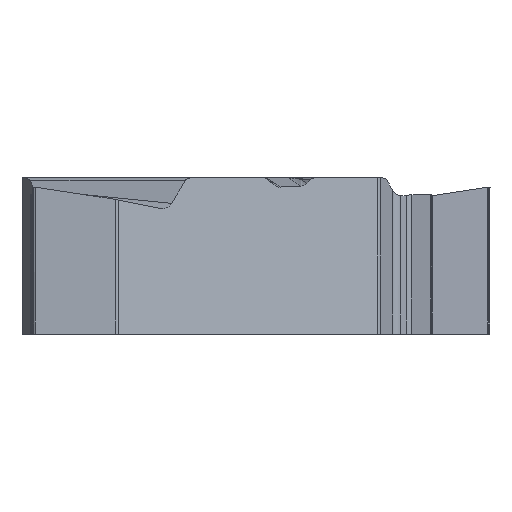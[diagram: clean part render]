
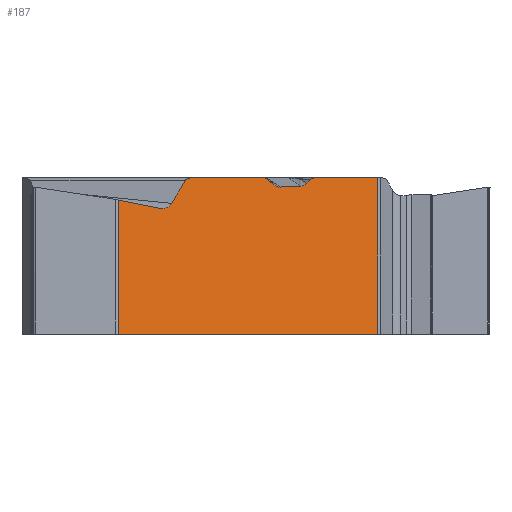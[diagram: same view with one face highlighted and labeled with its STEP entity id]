
A CAD part, front view. The second image highlights one B-rep face of the part: STEP entity #187.
In plain terms, the highlighted planar face has unit normal (0.5, -0.866, 0).
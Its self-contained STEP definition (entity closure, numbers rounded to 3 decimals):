
#187=ADVANCED_FACE('',(#338),#285,.F.);
#285=PLANE('',#2133);
#338=FACE_OUTER_BOUND('',#442,.T.);
#442=EDGE_LOOP('',(#998,#999,#1000,#1001,#1002,#1003,#1004,#1005,#1006,
#1007,#1008,#1009,#1010,#1011,#1012,#1013));
#588=LINE('',#3531,#762);
#589=LINE('',#3533,#763);
#590=LINE('',#3535,#764);
#591=LINE('',#3537,#765);
#592=LINE('',#3539,#766);
#593=LINE('',#3543,#767);
#594=LINE('',#3559,#768);
#595=LINE('',#3575,#769);
#596=LINE('',#3579,#770);
#597=LINE('',#3583,#771);
#762=VECTOR('',#2428,1.);
#763=VECTOR('',#2429,1.);
#764=VECTOR('',#2430,1.);
#765=VECTOR('',#2431,1.);
#766=VECTOR('',#2432,1.);
#767=VECTOR('',#2435,1.);
#768=VECTOR('',#2436,1.);
#769=VECTOR('',#2437,1.);
#770=VECTOR('',#2440,1.);
#771=VECTOR('',#2443,1.);
#998=ORIENTED_EDGE('',*,*,#1766,.T.);
#999=ORIENTED_EDGE('',*,*,#1767,.F.);
#1000=ORIENTED_EDGE('',*,*,#1768,.T.);
#1001=ORIENTED_EDGE('',*,*,#1769,.F.);
#1002=ORIENTED_EDGE('',*,*,#1770,.T.);
#1003=ORIENTED_EDGE('',*,*,#1771,.F.);
#1004=ORIENTED_EDGE('',*,*,#1772,.F.);
#1005=ORIENTED_EDGE('',*,*,#1773,.F.);
#1006=ORIENTED_EDGE('',*,*,#1774,.F.);
#1007=ORIENTED_EDGE('',*,*,#1775,.F.);
#1008=ORIENTED_EDGE('',*,*,#1776,.F.);
#1009=ORIENTED_EDGE('',*,*,#1777,.F.);
#1010=ORIENTED_EDGE('',*,*,#1778,.F.);
#1011=ORIENTED_EDGE('',*,*,#1779,.F.);
#1012=ORIENTED_EDGE('',*,*,#1780,.F.);
#1013=ORIENTED_EDGE('',*,*,#1781,.F.);
#1554=VERTEX_POINT('',#3529);
#1555=VERTEX_POINT('',#3530);
#1556=VERTEX_POINT('',#3532);
#1557=VERTEX_POINT('',#3534);
#1558=VERTEX_POINT('',#3536);
#1559=VERTEX_POINT('',#3538);
#1560=VERTEX_POINT('',#3540);
#1561=VERTEX_POINT('',#3542);
#1562=VERTEX_POINT('',#3544);
#1563=VERTEX_POINT('',#3558);
#1564=VERTEX_POINT('',#3560);
#1565=VERTEX_POINT('',#3574);
#1566=VERTEX_POINT('',#3576);
#1567=VERTEX_POINT('',#3578);
#1568=VERTEX_POINT('',#3580);
#1569=VERTEX_POINT('',#3582);
#1766=EDGE_CURVE('',#1554,#1555,#1992,.T.);
#1767=EDGE_CURVE('',#1556,#1555,#588,.T.);
#1768=EDGE_CURVE('',#1556,#1557,#589,.T.);
#1769=EDGE_CURVE('',#1558,#1557,#590,.T.);
#1770=EDGE_CURVE('',#1558,#1559,#591,.T.);
#1771=EDGE_CURVE('',#1560,#1559,#592,.T.);
#1772=EDGE_CURVE('',#1561,#1560,#1993,.T.);
#1773=EDGE_CURVE('',#1562,#1561,#593,.T.);
#1774=EDGE_CURVE('',#1563,#1562,#2029,.T.);
#1775=EDGE_CURVE('',#1564,#1563,#594,.T.);
#1776=EDGE_CURVE('',#1565,#1564,#2030,.T.);
#1777=EDGE_CURVE('',#1566,#1565,#595,.T.);
#1778=EDGE_CURVE('',#1567,#1566,#1994,.T.);
#1779=EDGE_CURVE('',#1568,#1567,#596,.T.);
#1780=EDGE_CURVE('',#1569,#1568,#1995,.T.);
#1781=EDGE_CURVE('',#1554,#1569,#597,.T.);
#1992=ELLIPSE('',#2129,0.368,0.32);
#1993=ELLIPSE('',#2130,0.15,0.15);
#1994=ELLIPSE('',#2131,0.167,0.15);
#1995=ELLIPSE('',#2132,0.177,0.15);
#2029=B_SPLINE_CURVE_WITH_KNOTS('',3,(#3545,#3546,#3547,#3548,#3549,#3550,
#3551,#3552,#3553,#3554,#3555,#3556,#3557),.UNSPECIFIED.,.F.,.F.,(4,3,3,
3,4),(0.,0.249,0.498,0.746,1.),
 .UNSPECIFIED.);
#2030=B_SPLINE_CURVE_WITH_KNOTS('',3,(#3561,#3562,#3563,#3564,#3565,#3566,
#3567,#3568,#3569,#3570,#3571,#3572,#3573),.UNSPECIFIED.,.F.,.F.,(4,3,3,
3,4),(0.,0.234,0.468,0.701,1.),
 .UNSPECIFIED.);
#2129=AXIS2_PLACEMENT_3D('',#3528,#2426,#2427);
#2130=AXIS2_PLACEMENT_3D('',#3541,#2433,#2434);
#2131=AXIS2_PLACEMENT_3D('',#3577,#2438,#2439);
#2132=AXIS2_PLACEMENT_3D('',#3581,#2441,#2442);
#2133=AXIS2_PLACEMENT_3D('',#3584,#2444,#2445);
#2426=DIRECTION('',(-0.5,0.866,0.));
#2427=DIRECTION('',(-0.853,-0.492,0.174));
#2428=DIRECTION('',(0.853,0.492,-0.174));
#2429=DIRECTION('',(0.,0.,-1.));
#2430=DIRECTION('',(-0.866,-0.5,0.));
#2431=DIRECTION('',(0.,0.,1.));
#2432=DIRECTION('',(0.866,0.5,0.));
#2433=DIRECTION('',(-0.5,0.866,0.));
#2434=DIRECTION('',(0.866,0.5,0.));
#2435=DIRECTION('',(0.658,0.38,0.651));
#2436=DIRECTION('',(0.865,0.5,0.043));
#2437=DIRECTION('',(0.686,0.396,-0.611));
#2438=DIRECTION('',(-0.5,0.866,0.));
#2439=DIRECTION('',(-0.866,-0.5,0.));
#2440=DIRECTION('',(0.866,0.5,0.));
#2441=DIRECTION('',(-0.5,0.866,0.));
#2442=DIRECTION('',(-0.866,-0.5,0.));
#2443=DIRECTION('',(0.497,0.287,0.819));
#2444=DIRECTION('',(-0.5,0.866,0.));
#2445=DIRECTION('',(0.,0.,-1.));
#3528=CARTESIAN_POINT('',(-0.944,-6.044,-0.218));
#3529=CARTESIAN_POINT('',(-0.671,-5.887,-0.395));
#3530=CARTESIAN_POINT('',(-0.992,-6.072,-0.533));
#3531=CARTESIAN_POINT('',(4.858,-2.694,-1.724));
#3532=CARTESIAN_POINT('',(-2.114,-6.72,-0.304));
#3533=CARTESIAN_POINT('',(-2.114,-6.72,-5.47));
#3534=CARTESIAN_POINT('',(-2.114,-6.72,-3.97));
#3535=CARTESIAN_POINT('',(-0.367,-5.711,-3.97));
#3536=CARTESIAN_POINT('',(4.963,-2.634,-3.97));
#3537=CARTESIAN_POINT('',(4.963,-2.634,3.3));
#3538=CARTESIAN_POINT('',(4.963,-2.634,0.3));
#3539=CARTESIAN_POINT('',(-0.367,-5.711,0.3));
#3540=CARTESIAN_POINT('',(3.222,-3.639,0.3));
#3541=CARTESIAN_POINT('',(3.222,-3.639,0.15));
#3542=CARTESIAN_POINT('',(3.137,-3.688,0.264));
#3543=CARTESIAN_POINT('',(1.025,-4.907,-1.826));
#3544=CARTESIAN_POINT('',(3.029,-3.75,0.157));
#3545=CARTESIAN_POINT('',(2.857,-3.85,0.078));
#3546=CARTESIAN_POINT('',(2.873,-3.841,0.079));
#3547=CARTESIAN_POINT('',(2.888,-3.832,0.082));
#3548=CARTESIAN_POINT('',(2.904,-3.823,0.085));
#3549=CARTESIAN_POINT('',(2.919,-3.814,0.089));
#3550=CARTESIAN_POINT('',(2.934,-3.805,0.094));
#3551=CARTESIAN_POINT('',(2.949,-3.797,0.101));
#3552=CARTESIAN_POINT('',(2.963,-3.789,0.108));
#3553=CARTESIAN_POINT('',(2.977,-3.78,0.116));
#3554=CARTESIAN_POINT('',(2.99,-3.773,0.125));
#3555=CARTESIAN_POINT('',(3.004,-3.765,0.134));
#3556=CARTESIAN_POINT('',(3.017,-3.757,0.145));
#3557=CARTESIAN_POINT('',(3.029,-3.75,0.157));
#3558=CARTESIAN_POINT('',(2.857,-3.85,0.078));
#3559=CARTESIAN_POINT('',(-0.362,-5.708,-0.08));
#3560=CARTESIAN_POINT('',(2.296,-4.173,0.051));
#3561=CARTESIAN_POINT('',(2.124,-4.273,0.113));
#3562=CARTESIAN_POINT('',(2.136,-4.266,0.102));
#3563=CARTESIAN_POINT('',(2.148,-4.259,0.093));
#3564=CARTESIAN_POINT('',(2.161,-4.252,0.086));
#3565=CARTESIAN_POINT('',(2.173,-4.245,0.078));
#3566=CARTESIAN_POINT('',(2.186,-4.237,0.071));
#3567=CARTESIAN_POINT('',(2.2,-4.229,0.066));
#3568=CARTESIAN_POINT('',(2.214,-4.221,0.061));
#3569=CARTESIAN_POINT('',(2.228,-4.213,0.057));
#3570=CARTESIAN_POINT('',(2.242,-4.205,0.054));
#3571=CARTESIAN_POINT('',(2.26,-4.195,0.051));
#3572=CARTESIAN_POINT('',(2.278,-4.184,0.05));
#3573=CARTESIAN_POINT('',(2.296,-4.173,0.051));
#3574=CARTESIAN_POINT('',(2.124,-4.273,0.113));
#3575=CARTESIAN_POINT('',(4.034,-3.17,-1.589));
#3576=CARTESIAN_POINT('',(1.954,-4.371,0.264));
#3577=CARTESIAN_POINT('',(1.861,-4.425,0.15));
#3578=CARTESIAN_POINT('',(1.861,-4.425,0.3));
#3579=CARTESIAN_POINT('',(5.129,-2.538,0.3));
#3580=CARTESIAN_POINT('',(-0.162,-5.593,0.3));
#3581=CARTESIAN_POINT('',(-0.162,-5.593,0.15));
#3582=CARTESIAN_POINT('',(-0.294,-5.669,0.227));
#3583=CARTESIAN_POINT('',(1.418,-4.681,3.05));
#3584=CARTESIAN_POINT('',(-0.367,-5.711,0.05));
